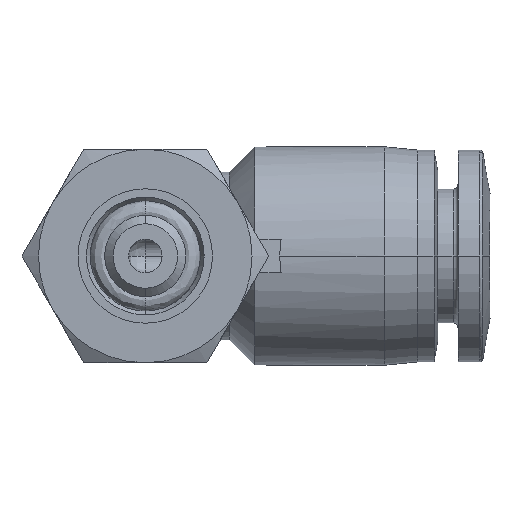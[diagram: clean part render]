
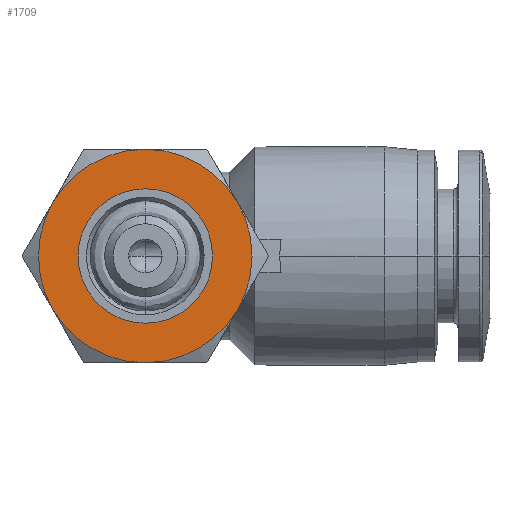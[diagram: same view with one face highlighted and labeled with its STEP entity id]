
A CAD part, front view. The second image highlights one B-rep face of the part: STEP entity #1709.
In plain terms, the highlighted planar face has unit normal (0, -1, 0).
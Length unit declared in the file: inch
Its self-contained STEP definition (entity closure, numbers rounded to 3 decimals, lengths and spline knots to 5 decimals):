
#19 = EDGE_LOOP ( 'NONE', ( #1216, #3050 ) ) ;
#28 = CIRCLE ( 'NONE', #2921, 0.15748 ) ;
#54 = ORIENTED_EDGE ( 'NONE', *, *, #500, .F. ) ;
#69 = AXIS2_PLACEMENT_3D ( 'NONE', #2745, #1235, #2996 ) ;
#172 = ORIENTED_EDGE ( 'NONE', *, *, #1698, .F. ) ;
#205 = CIRCLE ( 'NONE', #657, 0.25 ) ;
#265 = CARTESIAN_POINT ( 'NONE',  ( -0.20374, -0.72835, 0. ) ) ;
#399 = DIRECTION ( 'NONE',  ( 0., 0., 1. ) ) ;
#404 = DIRECTION ( 'NONE',  ( 0., 1., 0. ) ) ;
#408 = CARTESIAN_POINT ( 'NONE',  ( 0., -0.72835, 0. ) ) ;
#433 = DIRECTION ( 'NONE',  ( 0., 0., -1. ) ) ;
#480 = EDGE_CURVE ( 'NONE', #658, #1535, #28, .T. ) ;
#485 = CARTESIAN_POINT ( 'NONE',  ( 0., -0.72835, -0.25 ) ) ;
#500 = EDGE_CURVE ( 'NONE', #2725, #2880, #2215, .T. ) ;
#538 = PLANE ( 'NONE',  #1687 ) ;
#545 = CARTESIAN_POINT ( 'NONE',  ( 0., -0.72835, 0. ) ) ;
#555 = DIRECTION ( 'NONE',  ( 0., 1., 0. ) ) ;
#602 = CARTESIAN_POINT ( 'NONE',  ( 0.21651, -0.72835, -0.125 ) ) ;
#617 = EDGE_CURVE ( 'NONE', #3111, #1672, #2072, .T. ) ;
#657 = AXIS2_PLACEMENT_3D ( 'NONE', #545, #2398, #827 ) ;
#658 = VERTEX_POINT ( 'NONE', #1236 ) ;
#684 = EDGE_CURVE ( 'NONE', #1535, #658, #1993, .T. ) ;
#802 = AXIS2_PLACEMENT_3D ( 'NONE', #408, #404, #399 ) ;
#827 = DIRECTION ( 'NONE',  ( 0., 0., 1. ) ) ;
#935 = AXIS2_PLACEMENT_3D ( 'NONE', #1551, #3258, #1791 ) ;
#946 = FACE_OUTER_BOUND ( 'NONE', #1102, .T. ) ;
#971 = CIRCLE ( 'NONE', #935, 0.25 ) ;
#975 = FACE_BOUND ( 'NONE', #19, .T. ) ;
#1022 = DIRECTION ( 'NONE',  ( 0., 0., 1. ) ) ;
#1035 = DIRECTION ( 'NONE',  ( 0., 1., 0. ) ) ;
#1066 = CARTESIAN_POINT ( 'NONE',  ( 0., -0.72835, 0. ) ) ;
#1078 = CARTESIAN_POINT ( 'NONE',  ( 0.21651, -0.72835, 0.125 ) ) ;
#1093 = ORIENTED_EDGE ( 'NONE', *, *, #3224, .F. ) ;
#1102 = EDGE_LOOP ( 'NONE', ( #3153, #1417, #54, #3117, #1093, #172 ) ) ;
#1120 = DIRECTION ( 'NONE',  ( 0., 0., 1. ) ) ;
#1134 = DIRECTION ( 'NONE',  ( 0., 1., 0. ) ) ;
#1152 = CARTESIAN_POINT ( 'NONE',  ( 0., -0.72835, 0. ) ) ;
#1216 = ORIENTED_EDGE ( 'NONE', *, *, #684, .T. ) ;
#1235 = DIRECTION ( 'NONE',  ( 0., 1., 0. ) ) ;
#1236 = CARTESIAN_POINT ( 'NONE',  ( 0., -0.72835, -0.15748 ) ) ;
#1239 = CIRCLE ( 'NONE', #69, 0.25 ) ;
#1274 = VERTEX_POINT ( 'NONE', #602 ) ;
#1282 = CARTESIAN_POINT ( 'NONE',  ( 0., -0.72835, 0.25 ) ) ;
#1392 = CARTESIAN_POINT ( 'NONE',  ( -0.21651, -0.72835, -0.125 ) ) ;
#1405 = EDGE_CURVE ( 'NONE', #3331, #2725, #1239, .T. ) ;
#1417 = ORIENTED_EDGE ( 'NONE', *, *, #2713, .F. ) ;
#1535 = VERTEX_POINT ( 'NONE', #3289 ) ;
#1550 = AXIS2_PLACEMENT_3D ( 'NONE', #2488, #2458, #2450 ) ;
#1551 = CARTESIAN_POINT ( 'NONE',  ( 0., -0.72835, 0. ) ) ;
#1672 = VERTEX_POINT ( 'NONE', #1078 ) ;
#1687 = AXIS2_PLACEMENT_3D ( 'NONE', #265, #2058, #433 ) ;
#1698 = EDGE_CURVE ( 'NONE', #1672, #1274, #971, .T. ) ;
#1709 = ADVANCED_FACE ( 'NONE', ( #975, #946 ), #538, .T. ) ;
#1791 = DIRECTION ( 'NONE',  ( 0., 0., 1. ) ) ;
#1993 = CIRCLE ( 'NONE', #1550, 0.15748 ) ;
#2058 = DIRECTION ( 'NONE',  ( 0., -1., 0. ) ) ;
#2072 = CIRCLE ( 'NONE', #802, 0.25 ) ;
#2155 = CARTESIAN_POINT ( 'NONE',  ( 0., -0.72835, 0. ) ) ;
#2215 = CIRCLE ( 'NONE', #2758, 0.25 ) ;
#2398 = DIRECTION ( 'NONE',  ( 0., 1., 0. ) ) ;
#2403 = DIRECTION ( 'NONE',  ( 0., 0., 1. ) ) ;
#2450 = DIRECTION ( 'NONE',  ( 0., 0., 1. ) ) ;
#2458 = DIRECTION ( 'NONE',  ( 0., 1., 0. ) ) ;
#2488 = CARTESIAN_POINT ( 'NONE',  ( 0., -0.72835, 0. ) ) ;
#2622 = AXIS2_PLACEMENT_3D ( 'NONE', #2155, #555, #2403 ) ;
#2708 = CARTESIAN_POINT ( 'NONE',  ( -0.21651, -0.72835, 0.125 ) ) ;
#2713 = EDGE_CURVE ( 'NONE', #2880, #3111, #205, .T. ) ;
#2725 = VERTEX_POINT ( 'NONE', #1392 ) ;
#2745 = CARTESIAN_POINT ( 'NONE',  ( 0., -0.72835, 0. ) ) ;
#2758 = AXIS2_PLACEMENT_3D ( 'NONE', #1066, #1035, #1022 ) ;
#2880 = VERTEX_POINT ( 'NONE', #2708 ) ;
#2921 = AXIS2_PLACEMENT_3D ( 'NONE', #1152, #1134, #1120 ) ;
#2965 = CIRCLE ( 'NONE', #2622, 0.25 ) ;
#2996 = DIRECTION ( 'NONE',  ( 0., 0., 1. ) ) ;
#3050 = ORIENTED_EDGE ( 'NONE', *, *, #480, .T. ) ;
#3111 = VERTEX_POINT ( 'NONE', #1282 ) ;
#3117 = ORIENTED_EDGE ( 'NONE', *, *, #1405, .F. ) ;
#3153 = ORIENTED_EDGE ( 'NONE', *, *, #617, .F. ) ;
#3224 = EDGE_CURVE ( 'NONE', #1274, #3331, #2965, .T. ) ;
#3258 = DIRECTION ( 'NONE',  ( 0., 1., 0. ) ) ;
#3289 = CARTESIAN_POINT ( 'NONE',  ( 0., -0.72835, 0.15748 ) ) ;
#3331 = VERTEX_POINT ( 'NONE', #485 ) ;
